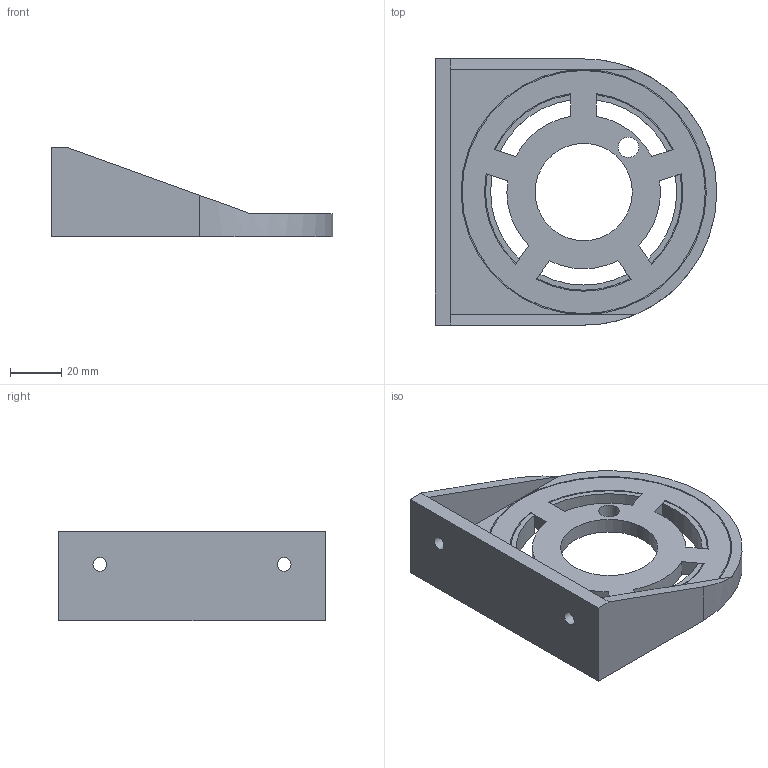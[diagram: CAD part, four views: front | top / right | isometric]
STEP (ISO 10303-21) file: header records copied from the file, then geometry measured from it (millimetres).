
FILE_DESCRIPTION(/* description */ (''),/* implementation_level */ '2;1');
FILE_NAME(/* name */ 'HeVORT BerdAir Pump Mount Complete.step',/* time_stamp */ '2022-08-15T16:43:40-04:00',/* author */ (''),/* organization */ (''),/* preprocessor_version */ 'ST-DEVELOPER v19',/* originating_system */ 'Autodesk Translation Framework v11.7.0.108',/* authorisation */ '');
FILE_SCHEMA (('AUTOMOTIVE_DESIGN { 1 0 10303 214 3 1 1 }'));
Length unit declared in the file: millimetre
Products named in the file (1): HeVORT BerdAir Pump Mount
Bounding box: 110 x 104 x 35 mm (x, y, z)
Volume: 88597.8 mm3; surface area: 43895.4 mm2
Topology: 2 solids, 2 shells, 85 faces, 230 edges, 152 vertices
Faces by surface type: plane 53, cylinder 32
Full cylindrical faces by diameter (mm): 5.4 x2, 8 x1, 38 x1, 95 x1, 95.8 x1
Entity records: 2750 total; most frequent: DIRECTION 468, CARTESIAN_POINT 468, ORIENTED_EDGE 460, EDGE_CURVE 230, LINE 164, VECTOR 164, VERTEX_POINT 152, AXIS2_PLACEMENT_3D 152
